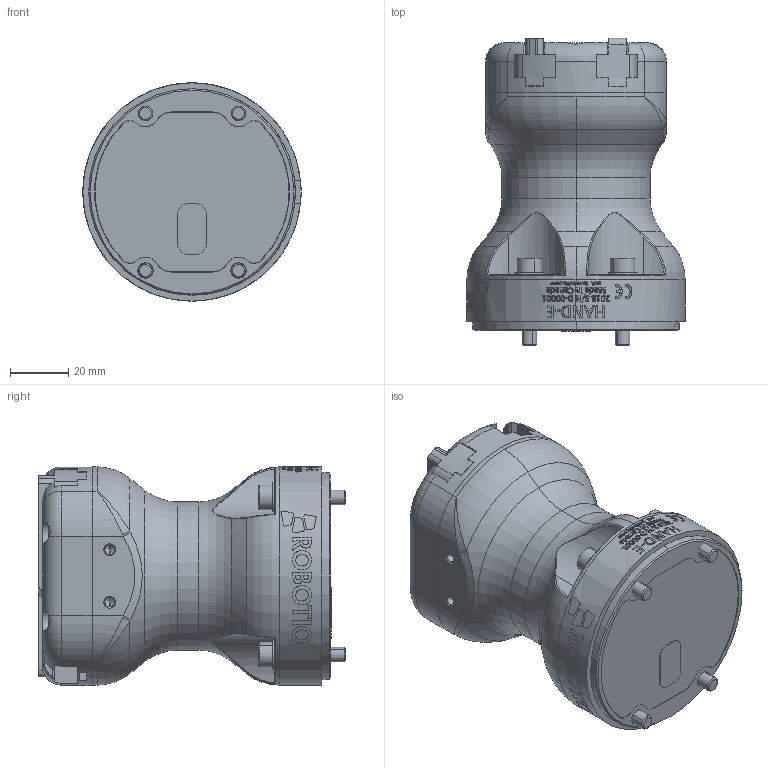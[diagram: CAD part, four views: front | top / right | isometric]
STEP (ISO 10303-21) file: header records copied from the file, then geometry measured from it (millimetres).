
FILE_DESCRIPTION (( 'STEP AP214' ), '1' );
FILE_NAME ('ROBOTIQ_HAND-E_DEFEATURE_NO_FINGERTIPS.STEP', '2019-09-23T17:37:42', ( '' ), ( '' ), 'SwSTEP 2.0', 'SolidWorks 2019', '' );
FILE_SCHEMA (( 'AUTOMOTIVE_DESIGN' ));
Length unit declared in the file: millimetre
Products named in the file (13): ROBOTIQ_HAND-E_DEFEATURE_NO_FINGERTIPS; toothed lock washer metric robotiq-11^ROBOTIQ_HAND-E_DEFEATURE_NO_FINGERTIPS; toothed lock washer metric robotiq-13^ROBOTIQ_HAND-E_DEFEATURE_NO_FINGERTIPS; socket head cap screw iso robotiq-25^ROBOTIQ_HAND-E_DEFEATURE_NO_FINGERTIPS; Group3^ROBOTIQ_HAND-E_DEFEATURE_NO_FINGERTIPS; D-A03-ASM_DOIGTS_PARALLELES-1^ROBOTIQ_HAND-E_DEFEATURE_NO_FINGERTIPS; toothed lock washer metric robotiq-10^ROBOTIQ_HAND-E_DEFEATURE_NO_FINGERTIPS; socket head cap screw iso robotiq-6^ROBOTIQ_HAND-E_DEFEATURE_NO_FINGERTIPS; Group1^ROBOTIQ_HAND-E_DEFEATURE_NO_FINGERTIPS; toothed lock washer metric robotiq-12^ROBOTIQ_HAND-E_DEFEATURE_NO_FINGERTIPS; socket head cap screw iso robotiq-24^ROBOTIQ_HAND-E_DEFEATURE_NO_FINGERTIPS; Group2^ROBOTIQ_HAND-E_DEFEATURE_NO_FINGERTIPS; socket head cap screw iso robotiq-7^ROBOTIQ_HAND-E_DEFEATURE_NO_FINGERTIPS
Assembly tree (12 placements, depth 2):
  ROBOTIQ_HAND-E_DEFEATURE_NO_FINGERTIPS
    Group1^ROBOTIQ_HAND-E_DEFEATURE_NO_FINGERTIPS
    Group2^ROBOTIQ_HAND-E_DEFEATURE_NO_FINGERTIPS
    Group3^ROBOTIQ_HAND-E_DEFEATURE_NO_FINGERTIPS
    socket head cap screw iso robotiq-25^ROBOTIQ_HAND-E_DEFEATURE_NO_FINGERTIPS
    toothed lock washer metric robotiq-13^ROBOTIQ_HAND-E_DEFEATURE_NO_FINGERTIPS
    toothed lock washer metric robotiq-11^ROBOTIQ_HAND-E_DEFEATURE_NO_FINGERTIPS
    socket head cap screw iso robotiq-24^ROBOTIQ_HAND-E_DEFEATURE_NO_FINGERTIPS
    socket head cap screw iso robotiq-6^ROBOTIQ_HAND-E_DEFEATURE_NO_FINGERTIPS
    D-A03-ASM_DOIGTS_PARALLELES-1^ROBOTIQ_HAND-E_DEFEATURE_NO_FINGERTIPS
    socket head cap screw iso robotiq-7^ROBOTIQ_HAND-E_DEFEATURE_NO_FINGERTIPS
    toothed lock washer metric robotiq-10^ROBOTIQ_HAND-E_DEFEATURE_NO_FINGERTIPS
    toothed lock washer metric robotiq-12^ROBOTIQ_HAND-E_DEFEATURE_NO_FINGERTIPS
Bounding box: 75 x 105.6 x 75 mm (x, y, z)
Volume: 321291.8 mm3; surface area: 58844.4 mm2
Topology: 22 solids, 22 shells, 1876 faces, 4939 edges, 3202 vertices
Faces by surface type: bspline 701, plane 686, cylinder 334, cone 93, torus 62
Entity records: 130440 total; most frequent: CARTESIAN_POINT 86040, ORIENTED_EDGE 9814, DIRECTION 6002, EDGE_CURVE 4907, VERTEX_POINT 3202, B_SPLINE_CURVE_WITH_KNOTS 2174, AXIS2_PLACEMENT_3D 2173, EDGE_LOOP 2027
